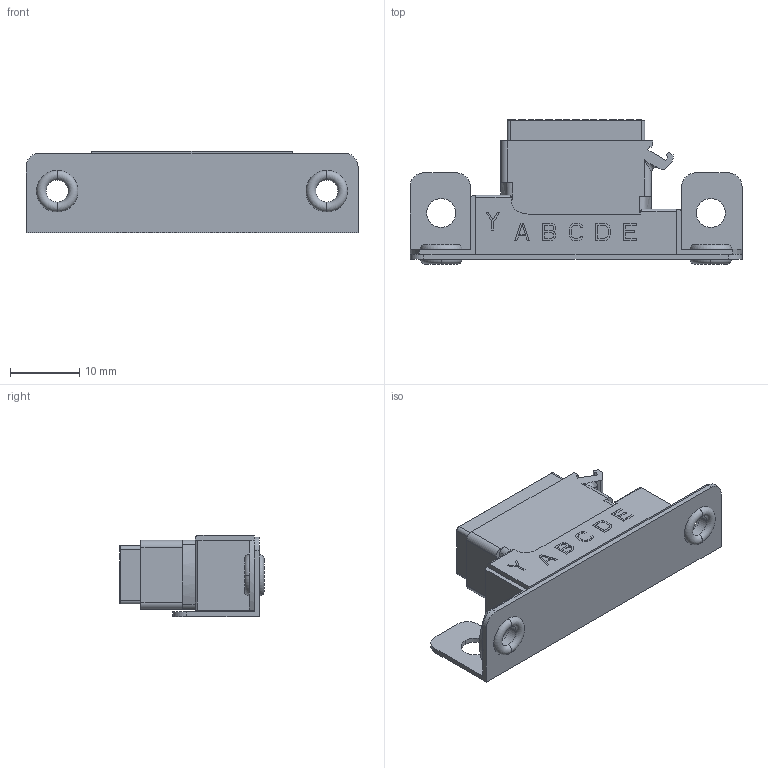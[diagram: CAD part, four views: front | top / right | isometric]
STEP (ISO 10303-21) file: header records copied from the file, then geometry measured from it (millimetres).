
FILE_DESCRIPTION((''),'2;1');
FILE_NAME('00111520202Y','2020-02-10T',('presta_be4'),(''),'CREO PARAMETRIC BY PTC INC, 2018360','CREO PARAMETRIC BY PTC INC, 2018360','');
FILE_SCHEMA(('CONFIG_CONTROL_DESIGN'));
Products named in the file (1): 00111520202Y
Bounding box: 48.01 x 20.86 x 11.76 mm (x, y, z)
Volume: 4106.4 mm3; surface area: 5987.7 mm2
Topology: 1 solids, 1 shells, 2630 faces, 6917 edges, 4314 vertices
Faces by surface type: plane 1001, cylinder 654, bspline 342, cone 334, torus 299
Entity records: 105363 total; most frequent: CARTESIAN_POINT 43604, ORIENTED_EDGE 13758, DIRECTION 11774, EDGE_CURVE 6879, VERTEX_POINT 4314, AXIS2_PLACEMENT_3D 4165, VECTOR 3444, LINE 3444
